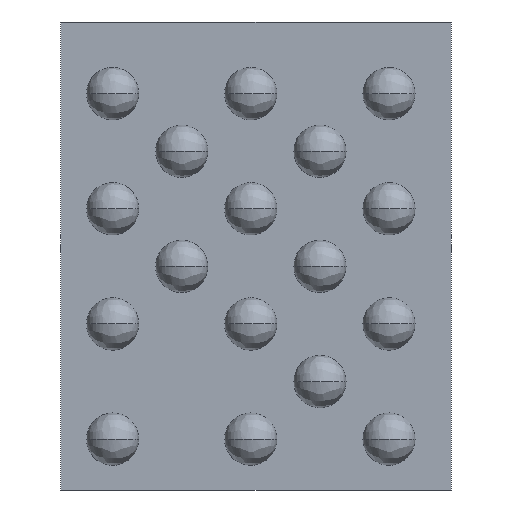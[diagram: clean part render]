
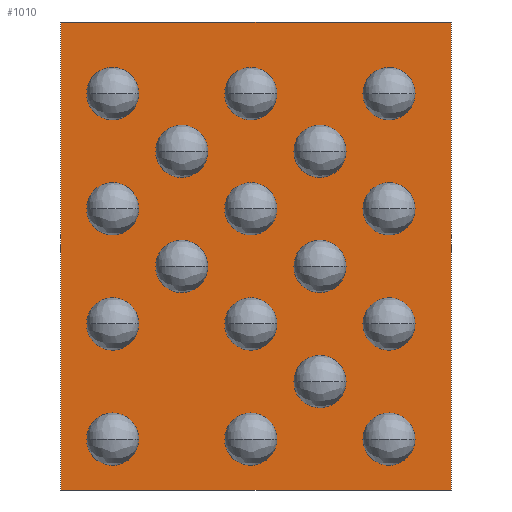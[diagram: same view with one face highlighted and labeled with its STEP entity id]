
A CAD part, front view. The second image highlights one B-rep face of the part: STEP entity #1010.
In plain terms, the highlighted planar face has unit normal (0, -1, 0).
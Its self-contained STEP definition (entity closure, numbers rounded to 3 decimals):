
#286 = VECTOR ( 'NONE', #2712, 1000. ) ;
#343 = CARTESIAN_POINT ( 'NONE',  ( 0.847, 0.161, 0. ) ) ;
#534 = VECTOR ( 'NONE', #3927, 1000. ) ;
#584 = CARTESIAN_POINT ( 'NONE',  ( 0., 0.161, -1.016 ) ) ;
#877 = CARTESIAN_POINT ( 'NONE',  ( -0.847, 0.161, 1.016 ) ) ;
#885 = ORIENTED_EDGE ( 'NONE', *, *, #4279, .T. ) ;
#925 = DIRECTION ( 'NONE',  ( 0., 0., -1. ) ) ;
#938 = CARTESIAN_POINT ( 'NONE',  ( 0., 0.161, 0. ) ) ;
#1010 = ADVANCED_FACE ( 'NONE', ( #3481 ), #2031, .T. ) ;
#1035 = CARTESIAN_POINT ( 'NONE',  ( 0.847, 0.161, 1.016 ) ) ;
#1102 = VERTEX_POINT ( 'NONE', #1035 ) ;
#1196 = VERTEX_POINT ( 'NONE', #2748 ) ;
#1304 = DIRECTION ( 'NONE',  ( 1., 0., 0. ) ) ;
#1312 = ORIENTED_EDGE ( 'NONE', *, *, #3040, .T. ) ;
#1341 = VECTOR ( 'NONE', #1976, 1000. ) ;
#1899 = EDGE_CURVE ( 'NONE', #1196, #2561, #3083, .T. ) ;
#1959 = CARTESIAN_POINT ( 'NONE',  ( -0.847, 0.161, 0. ) ) ;
#1976 = DIRECTION ( 'NONE',  ( -1., 0., 0. ) ) ;
#2031 = PLANE ( 'NONE',  #2318 ) ;
#2318 = AXIS2_PLACEMENT_3D ( 'NONE', #938, #2342, #925 ) ;
#2342 = DIRECTION ( 'NONE',  ( 0., -1., 0. ) ) ;
#2561 = VERTEX_POINT ( 'NONE', #3546 ) ;
#2690 = EDGE_LOOP ( 'NONE', ( #3849, #1312, #885, #3297 ) ) ;
#2712 = DIRECTION ( 'NONE',  ( 0., 0., 1. ) ) ;
#2748 = CARTESIAN_POINT ( 'NONE',  ( -0.847, 0.161, -1.016 ) ) ;
#2752 = VECTOR ( 'NONE', #1304, 1000. ) ;
#2892 = LINE ( 'NONE', #343, #286 ) ;
#2970 = VERTEX_POINT ( 'NONE', #877 ) ;
#3040 = EDGE_CURVE ( 'NONE', #2561, #1102, #2892, .T. ) ;
#3083 = LINE ( 'NONE', #584, #2752 ) ;
#3236 = LINE ( 'NONE', #4016, #1341 ) ;
#3297 = ORIENTED_EDGE ( 'NONE', *, *, #4209, .T. ) ;
#3481 = FACE_OUTER_BOUND ( 'NONE', #2690, .T. ) ;
#3546 = CARTESIAN_POINT ( 'NONE',  ( 0.847, 0.161, -1.016 ) ) ;
#3849 = ORIENTED_EDGE ( 'NONE', *, *, #1899, .T. ) ;
#3927 = DIRECTION ( 'NONE',  ( 0., 0., -1. ) ) ;
#4016 = CARTESIAN_POINT ( 'NONE',  ( 0., 0.161, 1.016 ) ) ;
#4140 = LINE ( 'NONE', #1959, #534 ) ;
#4209 = EDGE_CURVE ( 'NONE', #2970, #1196, #4140, .T. ) ;
#4279 = EDGE_CURVE ( 'NONE', #1102, #2970, #3236, .T. ) ;
